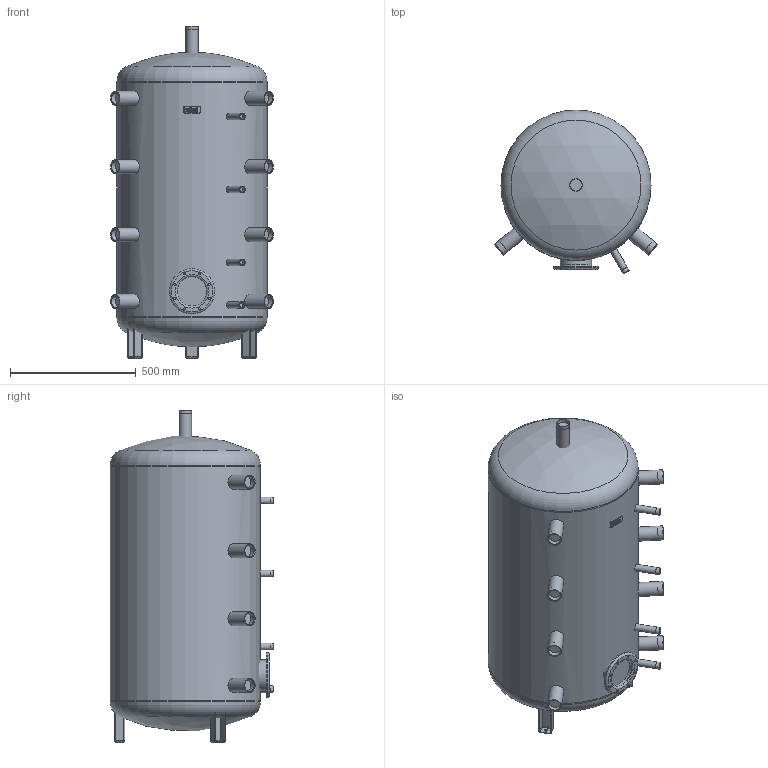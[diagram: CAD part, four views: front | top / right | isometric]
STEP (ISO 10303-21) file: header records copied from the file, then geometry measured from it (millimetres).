
FILE_DESCRIPTION(/* description */ (''),/* implementation_level */ '2;1');
FILE_NAME(/* name */ '3d_H300_R-7783600.stp',/* time_stamp */ '2015-12-08T08:10:32+01:00',/* author */ ('Andrzej'),/* organization */ (''),/* preprocessor_version */ 'ST-DEVELOPER v15.5',/* originating_system */ 'AutoCAD Mechanical',/* authorisation */ '');
FILE_SCHEMA (('AUTOMOTIVE_DESIGN { 1 0 10303 214 3 1 1 }'));
Length unit declared in the file: millimetre
Products named in the file (1): Product
Bounding box: 646.53 x 650.36 x 1320 mm (x, y, z)
Volume: 309285596.1 mm3; surface area: 4024345.4 mm2
Topology: 16 solids, 16 shells, 367 faces, 862 edges, 544 vertices
Faces by surface type: plane 164, cylinder 163, torus 18, sphere 14, cone 8
Full cylindrical faces by diameter (mm): 8.2 x8, 13.4 x3, 21.3 x4, 27 x4, 48.3 x9, 50 x1, 56 x8, 117 x1, 125 x1, 172 x1, 180 x1, 597 x3
Entity records: 11399 total; most frequent: CARTESIAN_POINT 2964, DIRECTION 1850, ORIENTED_EDGE 1560, EDGE_CURVE 780, AXIS2_PLACEMENT_3D 714, VERTEX_POINT 532, EDGE_LOOP 480, LINE 422
